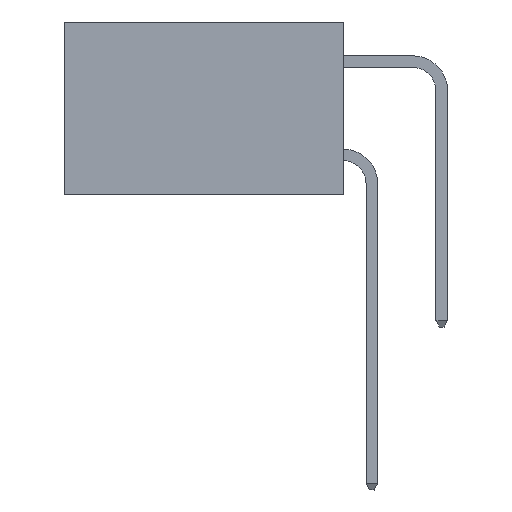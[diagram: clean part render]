
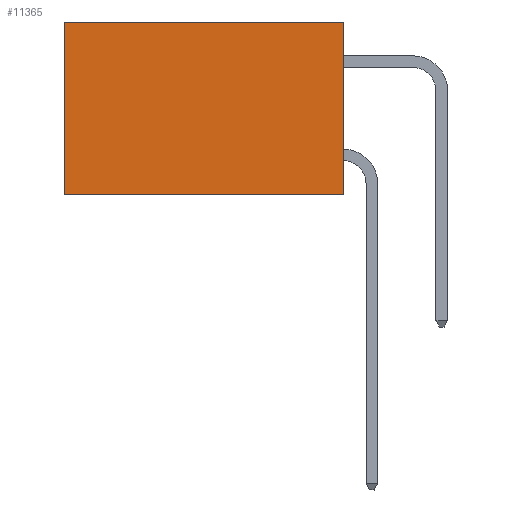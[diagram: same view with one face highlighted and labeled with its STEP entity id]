
A CAD part, left-side view. The second image highlights one B-rep face of the part: STEP entity #11365.
In plain terms, the highlighted planar face has unit normal (-1, 0, 0).
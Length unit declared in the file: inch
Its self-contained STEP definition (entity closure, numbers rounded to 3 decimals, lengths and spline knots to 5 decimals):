
#1114 = LINE ( 'NONE', #4266, #18227 ) ;
#1780 = DIRECTION ( 'NONE',  ( 0., 1., 0. ) ) ;
#4266 = CARTESIAN_POINT ( 'NONE',  ( 0.298, 0., 0. ) ) ;
#5660 = EDGE_CURVE ( 'NONE', #7747, #8863, #1114, .T. ) ;
#6147 = EDGE_CURVE ( 'NONE', #7747, #12089, #19427, .T. ) ;
#6604 = CARTESIAN_POINT ( 'NONE',  ( 0.298, 0.6, 0. ) ) ;
#7747 = VERTEX_POINT ( 'NONE', #15648 ) ;
#8844 = VECTOR ( 'NONE', #1780, 39.37008 ) ;
#8863 = VERTEX_POINT ( 'NONE', #6604 ) ;
#8926 = PLANE ( 'NONE',  #16215 ) ;
#9073 = ORIENTED_EDGE ( 'NONE', *, *, #5660, .T. ) ;
#9778 = CARTESIAN_POINT ( 'NONE',  ( 0.298, 0., 0. ) ) ;
#11365 = ADVANCED_FACE ( 'NONE', ( #19392 ), #8926, .F. ) ;
#11724 = CARTESIAN_POINT ( 'NONE',  ( 0.298, 0., -0.37 ) ) ;
#12089 = VERTEX_POINT ( 'NONE', #19086 ) ;
#12868 = ORIENTED_EDGE ( 'NONE', *, *, #6147, .F. ) ;
#14481 = DIRECTION ( 'NONE',  ( 0., 0., -1. ) ) ;
#15648 = CARTESIAN_POINT ( 'NONE',  ( 0.298, 0., 0. ) ) ;
#16087 = DIRECTION ( 'NONE',  ( 0., 0., -1. ) ) ;
#16215 = AXIS2_PLACEMENT_3D ( 'NONE', #20762, #18653, #14481 ) ;
#16810 = DIRECTION ( 'NONE',  ( 0., 1., 0. ) ) ;
#17489 = DIRECTION ( 'NONE',  ( 0., 0., -1. ) ) ;
#18147 = LINE ( 'NONE', #11724, #8844 ) ;
#18187 = VERTEX_POINT ( 'NONE', #19152 ) ;
#18227 = VECTOR ( 'NONE', #16810, 39.37008 ) ;
#18653 = DIRECTION ( 'NONE',  ( 1., 0., 0. ) ) ;
#19086 = CARTESIAN_POINT ( 'NONE',  ( 0.298, 0., -0.37 ) ) ;
#19128 = VECTOR ( 'NONE', #16087, 39.37008 ) ;
#19149 = LINE ( 'NONE', #23139, #25654 ) ;
#19152 = CARTESIAN_POINT ( 'NONE',  ( 0.298, 0.6, -0.37 ) ) ;
#19392 = FACE_OUTER_BOUND ( 'NONE', #19812, .T. ) ;
#19422 = ORIENTED_EDGE ( 'NONE', *, *, #23157, .F. ) ;
#19427 = LINE ( 'NONE', #9778, #19128 ) ;
#19812 = EDGE_LOOP ( 'NONE', ( #23458, #19422, #12868, #9073 ) ) ;
#20762 = CARTESIAN_POINT ( 'NONE',  ( 0.298, 0., 0. ) ) ;
#21871 = EDGE_CURVE ( 'NONE', #8863, #18187, #19149, .T. ) ;
#23139 = CARTESIAN_POINT ( 'NONE',  ( 0.298, 0.6, 0. ) ) ;
#23157 = EDGE_CURVE ( 'NONE', #12089, #18187, #18147, .T. ) ;
#23458 = ORIENTED_EDGE ( 'NONE', *, *, #21871, .T. ) ;
#25654 = VECTOR ( 'NONE', #17489, 39.37008 ) ;
